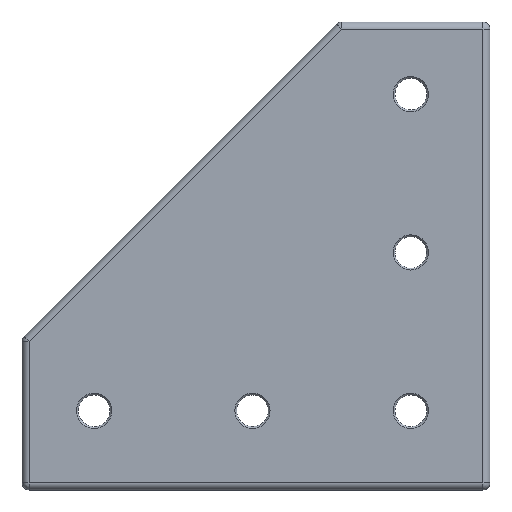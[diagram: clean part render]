
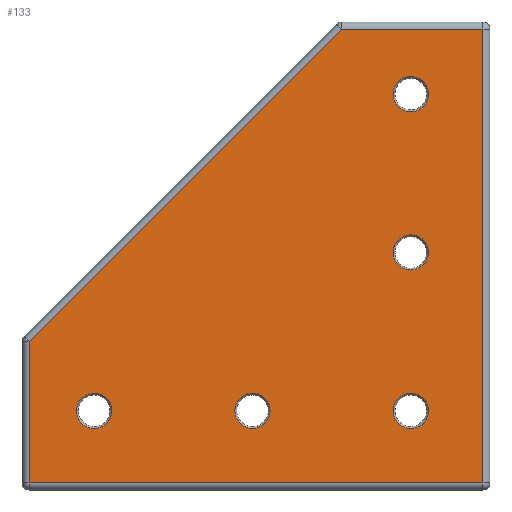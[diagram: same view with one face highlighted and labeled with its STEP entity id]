
A CAD part, top view. The second image highlights one B-rep face of the part: STEP entity #133.
In plain terms, the highlighted planar face has unit normal (0, 0, 1).
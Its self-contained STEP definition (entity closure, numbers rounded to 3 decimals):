
#133 = ADVANCED_FACE( '', ( #280, #281, #282, #283, #284, #285 ), #286, .T. );
#280 = FACE_BOUND( '', #423, .T. );
#281 = FACE_BOUND( '', #424, .T. );
#282 = FACE_BOUND( '', #425, .T. );
#283 = FACE_BOUND( '', #426, .T. );
#284 = FACE_BOUND( '', #427, .T. );
#285 = FACE_OUTER_BOUND( '', #428, .T. );
#286 = PLANE( '', #429 );
#423 = EDGE_LOOP( '', ( #696 ) );
#424 = EDGE_LOOP( '', ( #697 ) );
#425 = EDGE_LOOP( '', ( #698 ) );
#426 = EDGE_LOOP( '', ( #699 ) );
#427 = EDGE_LOOP( '', ( #700 ) );
#428 = EDGE_LOOP( '', ( #701, #702, #703, #704, #705 ) );
#429 = AXIS2_PLACEMENT_3D( '', #706, #707, #708 );
#696 = ORIENTED_EDGE( '', *, *, #785, .T. );
#697 = ORIENTED_EDGE( '', *, *, #764, .T. );
#698 = ORIENTED_EDGE( '', *, *, #767, .T. );
#699 = ORIENTED_EDGE( '', *, *, #757, .T. );
#700 = ORIENTED_EDGE( '', *, *, #788, .T. );
#701 = ORIENTED_EDGE( '', *, *, #783, .T. );
#702 = ORIENTED_EDGE( '', *, *, #804, .T. );
#703 = ORIENTED_EDGE( '', *, *, #801, .T. );
#704 = ORIENTED_EDGE( '', *, *, #791, .T. );
#705 = ORIENTED_EDGE( '', *, *, #762, .T. );
#706 = CARTESIAN_POINT( '', ( -64.5, -24.328, 6. ) );
#707 = DIRECTION( '', ( 0., 0., 1. ) );
#708 = DIRECTION( '', ( 1., 0., 0. ) );
#757 = EDGE_CURVE( '', #889, #889, #890, .F. );
#762 = EDGE_CURVE( '', #894, #826, #897, .T. );
#764 = EDGE_CURVE( '', #899, #899, #900, .F. );
#767 = EDGE_CURVE( '', #904, #904, #905, .F. );
#783 = EDGE_CURVE( '', #826, #924, #926, .T. );
#785 = EDGE_CURVE( '', #928, #928, #929, .F. );
#788 = EDGE_CURVE( '', #933, #933, #934, .F. );
#791 = EDGE_CURVE( '', #936, #894, #938, .T. );
#801 = EDGE_CURVE( '', #863, #936, #948, .T. );
#804 = EDGE_CURVE( '', #924, #863, #951, .T. );
#826 = VERTEX_POINT( '', #975 );
#863 = VERTEX_POINT( '', #1019 );
#889 = VERTEX_POINT( '', #1048 );
#890 = CIRCLE( '', #1049, 5. );
#894 = VERTEX_POINT( '', #1053 );
#897 = LINE( '', #1057, #1058 );
#899 = VERTEX_POINT( '', #1060 );
#900 = CIRCLE( '', #1061, 5. );
#904 = VERTEX_POINT( '', #1065 );
#905 = CIRCLE( '', #1066, 5. );
#924 = VERTEX_POINT( '', #1090 );
#926 = LINE( '', #1092, #1093 );
#928 = VERTEX_POINT( '', #1095 );
#929 = CIRCLE( '', #1096, 5. );
#933 = VERTEX_POINT( '', #1100 );
#934 = CIRCLE( '', #1101, 5. );
#936 = VERTEX_POINT( '', #1103 );
#938 = LINE( '', #1105, #1106 );
#948 = LINE( '', #1118, #1119 );
#951 = LINE( '', #1122, #1123 );
#975 = CARTESIAN_POINT( '', ( 64.5, -64.5, 6. ) );
#1019 = CARTESIAN_POINT( '', ( 24.328, 64.5, 6. ) );
#1048 = CARTESIAN_POINT( '', ( 49., 1., 6. ) );
#1049 = AXIS2_PLACEMENT_3D( '', #1211, #1212, #1213 );
#1053 = CARTESIAN_POINT( '', ( -64.5, -64.5, 6. ) );
#1057 = CARTESIAN_POINT( '', ( 64.5, -64.5, 6. ) );
#1058 = VECTOR( '', #1221, 1000. );
#1060 = CARTESIAN_POINT( '', ( 4., -44., 6. ) );
#1061 = AXIS2_PLACEMENT_3D( '', #1222, #1223, #1224 );
#1065 = CARTESIAN_POINT( '', ( 49., 46., 6. ) );
#1066 = AXIS2_PLACEMENT_3D( '', #1228, #1229, #1230 );
#1090 = CARTESIAN_POINT( '', ( 64.5, 64.5, 6. ) );
#1092 = CARTESIAN_POINT( '', ( 64.5, 64.5, 6. ) );
#1093 = VECTOR( '', #1248, 1000. );
#1095 = CARTESIAN_POINT( '', ( -41., -44., 6. ) );
#1096 = AXIS2_PLACEMENT_3D( '', #1249, #1250, #1251 );
#1100 = CARTESIAN_POINT( '', ( 49., -44., 6. ) );
#1101 = AXIS2_PLACEMENT_3D( '', #1255, #1256, #1257 );
#1103 = CARTESIAN_POINT( '', ( -64.5, -24.328, 6. ) );
#1105 = CARTESIAN_POINT( '', ( -64.5, -64.5, 6. ) );
#1106 = VECTOR( '', #1261, 1000. );
#1118 = CARTESIAN_POINT( '', ( -64.5, -24.328, 6. ) );
#1119 = VECTOR( '', #1273, 1000. );
#1122 = CARTESIAN_POINT( '', ( 24.328, 64.5, 6. ) );
#1123 = VECTOR( '', #1274, 1000. );
#1211 = CARTESIAN_POINT( '', ( 44., 1., 6. ) );
#1212 = DIRECTION( '', ( 0., 0., 1. ) );
#1213 = DIRECTION( '', ( 1., 0., 0. ) );
#1221 = DIRECTION( '', ( 1., 0., 0. ) );
#1222 = CARTESIAN_POINT( '', ( -1., -44., 6. ) );
#1223 = DIRECTION( '', ( 0., 0., 1. ) );
#1224 = DIRECTION( '', ( 1., 0., 0. ) );
#1228 = CARTESIAN_POINT( '', ( 44., 46., 6. ) );
#1229 = DIRECTION( '', ( 0., 0., 1. ) );
#1230 = DIRECTION( '', ( 1., 0., 0. ) );
#1248 = DIRECTION( '', ( 0., 1., 0. ) );
#1249 = CARTESIAN_POINT( '', ( -46., -44., 6. ) );
#1250 = DIRECTION( '', ( 0., 0., 1. ) );
#1251 = DIRECTION( '', ( 1., 0., 0. ) );
#1255 = CARTESIAN_POINT( '', ( 44., -44., 6. ) );
#1256 = DIRECTION( '', ( 0., 0., 1. ) );
#1257 = DIRECTION( '', ( 1., 0., 0. ) );
#1261 = DIRECTION( '', ( 0., -1., 0. ) );
#1273 = DIRECTION( '', ( -0.707, -0.707, 0. ) );
#1274 = DIRECTION( '', ( -1., 0., 0. ) );
